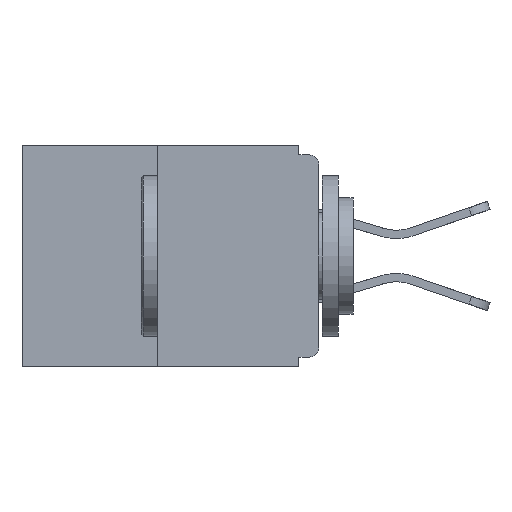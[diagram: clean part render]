
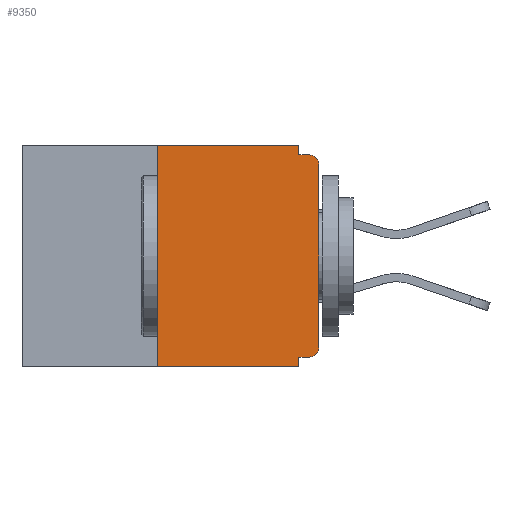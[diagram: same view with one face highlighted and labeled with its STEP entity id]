
A CAD part, left-side view. The second image highlights one B-rep face of the part: STEP entity #9350.
In plain terms, the highlighted planar face has unit normal (-1, 0, 0).
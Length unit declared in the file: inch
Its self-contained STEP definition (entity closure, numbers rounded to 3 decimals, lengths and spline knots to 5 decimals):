
#672 = VERTEX_POINT ( 'NONE', #17800 ) ;
#916 = LINE ( 'NONE', #15947, #4074 ) ;
#1146 = CARTESIAN_POINT ( 'NONE',  ( 0., 0.015, -0.03 ) ) ;
#1189 = VERTEX_POINT ( 'NONE', #5796 ) ;
#1461 = LINE ( 'NONE', #5956, #2672 ) ;
#1841 = CARTESIAN_POINT ( 'NONE',  ( 0., 0.015, -0.328 ) ) ;
#1887 = ORIENTED_EDGE ( 'NONE', *, *, #4846, .F. ) ;
#1906 = EDGE_LOOP ( 'NONE', ( #4764, #18258, #11011, #9388, #13865, #13789, #7082, #18581, #7005, #1887 ) ) ;
#2111 = CARTESIAN_POINT ( 'NONE',  ( 0., 0., -0.015 ) ) ;
#2160 = CARTESIAN_POINT ( 'NONE',  ( 0., 0.46, -0.343 ) ) ;
#2611 = EDGE_CURVE ( 'NONE', #4075, #1189, #15465, .T. ) ;
#2672 = VECTOR ( 'NONE', #12231, 39.37008 ) ;
#2741 = VERTEX_POINT ( 'NONE', #19891 ) ;
#2776 = VECTOR ( 'NONE', #11786, 39.37008 ) ;
#3629 = LINE ( 'NONE', #18813, #15091 ) ;
#3811 = VERTEX_POINT ( 'NONE', #19131 ) ;
#4074 = VECTOR ( 'NONE', #11504, 39.37008 ) ;
#4075 = VERTEX_POINT ( 'NONE', #8433 ) ;
#4256 = EDGE_CURVE ( 'NONE', #2741, #7939, #1461, .T. ) ;
#4510 = LINE ( 'NONE', #9214, #6225 ) ;
#4764 = ORIENTED_EDGE ( 'NONE', *, *, #4256, .F. ) ;
#4846 = EDGE_CURVE ( 'NONE', #7939, #3811, #3629, .T. ) ;
#5219 = CIRCLE ( 'NONE', #14493, 0.015 ) ;
#5398 = VERTEX_POINT ( 'NONE', #11176 ) ;
#5515 = CARTESIAN_POINT ( 'NONE',  ( 0., 0.46, 0. ) ) ;
#5651 = DIRECTION ( 'NONE',  ( 0., 0., -1. ) ) ;
#5796 = CARTESIAN_POINT ( 'NONE',  ( 0., 0.031, -0.343 ) ) ;
#5956 = CARTESIAN_POINT ( 'NONE',  ( 0., 0.46, 0. ) ) ;
#6001 = DIRECTION ( 'NONE',  ( 0., 0., 1. ) ) ;
#6160 = EDGE_CURVE ( 'NONE', #4075, #2741, #4510, .T. ) ;
#6212 = DIRECTION ( 'NONE',  ( 0., 0., -1. ) ) ;
#6225 = VECTOR ( 'NONE', #6001, 39.37008 ) ;
#6309 = EDGE_CURVE ( 'NONE', #672, #1189, #7699, .T. ) ;
#6753 = DIRECTION ( 'NONE',  ( -1., 0., 0. ) ) ;
#7005 = ORIENTED_EDGE ( 'NONE', *, *, #7268, .F. ) ;
#7008 = CARTESIAN_POINT ( 'NONE',  ( 0., 0.015, -0.313 ) ) ;
#7082 = ORIENTED_EDGE ( 'NONE', *, *, #7367, .T. ) ;
#7150 = VECTOR ( 'NONE', #19483, 39.37008 ) ;
#7268 = EDGE_CURVE ( 'NONE', #3811, #18880, #16223, .T. ) ;
#7367 = EDGE_CURVE ( 'NONE', #7811, #5398, #8906, .T. ) ;
#7661 = EDGE_CURVE ( 'NONE', #17932, #7811, #5219, .T. ) ;
#7699 = LINE ( 'NONE', #7722, #8673 ) ;
#7722 = CARTESIAN_POINT ( 'NONE',  ( 0., 0.031, -0.343 ) ) ;
#7811 = VERTEX_POINT ( 'NONE', #14216 ) ;
#7939 = VERTEX_POINT ( 'NONE', #8869 ) ;
#8067 = EDGE_CURVE ( 'NONE', #5398, #18880, #9859, .T. ) ;
#8433 = CARTESIAN_POINT ( 'NONE',  ( 0., 0.25, -0.343 ) ) ;
#8673 = VECTOR ( 'NONE', #17283, 39.37008 ) ;
#8869 = CARTESIAN_POINT ( 'NONE',  ( 0., 0.031, 0. ) ) ;
#8906 = LINE ( 'NONE', #10301, #2776 ) ;
#9214 = CARTESIAN_POINT ( 'NONE',  ( 0., 0.25, 0. ) ) ;
#9314 = AXIS2_PLACEMENT_3D ( 'NONE', #5515, #11849, #5651 ) ;
#9350 = ADVANCED_FACE ( 'NONE', ( #17383 ), #16567, .F. ) ;
#9388 = ORIENTED_EDGE ( 'NONE', *, *, #6309, .F. ) ;
#9859 = CIRCLE ( 'NONE', #17666, 0.015 ) ;
#10301 = CARTESIAN_POINT ( 'NONE',  ( 0., 0., 0. ) ) ;
#11011 = ORIENTED_EDGE ( 'NONE', *, *, #2611, .T. ) ;
#11176 = CARTESIAN_POINT ( 'NONE',  ( 0., 0., -0.03 ) ) ;
#11504 = DIRECTION ( 'NONE',  ( 0., 1., 0. ) ) ;
#11786 = DIRECTION ( 'NONE',  ( 0., 0., 1. ) ) ;
#11849 = DIRECTION ( 'NONE',  ( 1., 0., 0. ) ) ;
#12231 = DIRECTION ( 'NONE',  ( 0., -1., 0. ) ) ;
#13789 = ORIENTED_EDGE ( 'NONE', *, *, #7661, .T. ) ;
#13865 = ORIENTED_EDGE ( 'NONE', *, *, #15942, .F. ) ;
#14216 = CARTESIAN_POINT ( 'NONE',  ( 0., 0., -0.313 ) ) ;
#14493 = AXIS2_PLACEMENT_3D ( 'NONE', #7008, #6753, #14715 ) ;
#14715 = DIRECTION ( 'NONE',  ( 0., 0., -1. ) ) ;
#15091 = VECTOR ( 'NONE', #6212, 39.37008 ) ;
#15205 = DIRECTION ( 'NONE',  ( -1., 0., 0. ) ) ;
#15279 = DIRECTION ( 'NONE',  ( 0., 0., -1. ) ) ;
#15465 = LINE ( 'NONE', #2160, #7150 ) ;
#15740 = VECTOR ( 'NONE', #19225, 39.37008 ) ;
#15942 = EDGE_CURVE ( 'NONE', #17932, #672, #916, .T. ) ;
#15947 = CARTESIAN_POINT ( 'NONE',  ( 0., 0., -0.328 ) ) ;
#16223 = LINE ( 'NONE', #2111, #15740 ) ;
#16567 = PLANE ( 'NONE',  #9314 ) ;
#17283 = DIRECTION ( 'NONE',  ( 0., 0., -1. ) ) ;
#17378 = CARTESIAN_POINT ( 'NONE',  ( 0., 0.015, -0.015 ) ) ;
#17383 = FACE_OUTER_BOUND ( 'NONE', #1906, .T. ) ;
#17666 = AXIS2_PLACEMENT_3D ( 'NONE', #1146, #15205, #15279 ) ;
#17800 = CARTESIAN_POINT ( 'NONE',  ( 0., 0.031, -0.328 ) ) ;
#17932 = VERTEX_POINT ( 'NONE', #1841 ) ;
#18258 = ORIENTED_EDGE ( 'NONE', *, *, #6160, .F. ) ;
#18581 = ORIENTED_EDGE ( 'NONE', *, *, #8067, .T. ) ;
#18813 = CARTESIAN_POINT ( 'NONE',  ( 0., 0.031, 0. ) ) ;
#18880 = VERTEX_POINT ( 'NONE', #17378 ) ;
#19131 = CARTESIAN_POINT ( 'NONE',  ( 0., 0.031, -0.015 ) ) ;
#19225 = DIRECTION ( 'NONE',  ( 0., -1., 0. ) ) ;
#19483 = DIRECTION ( 'NONE',  ( 0., -1., 0. ) ) ;
#19891 = CARTESIAN_POINT ( 'NONE',  ( 0., 0.25, 0. ) ) ;
